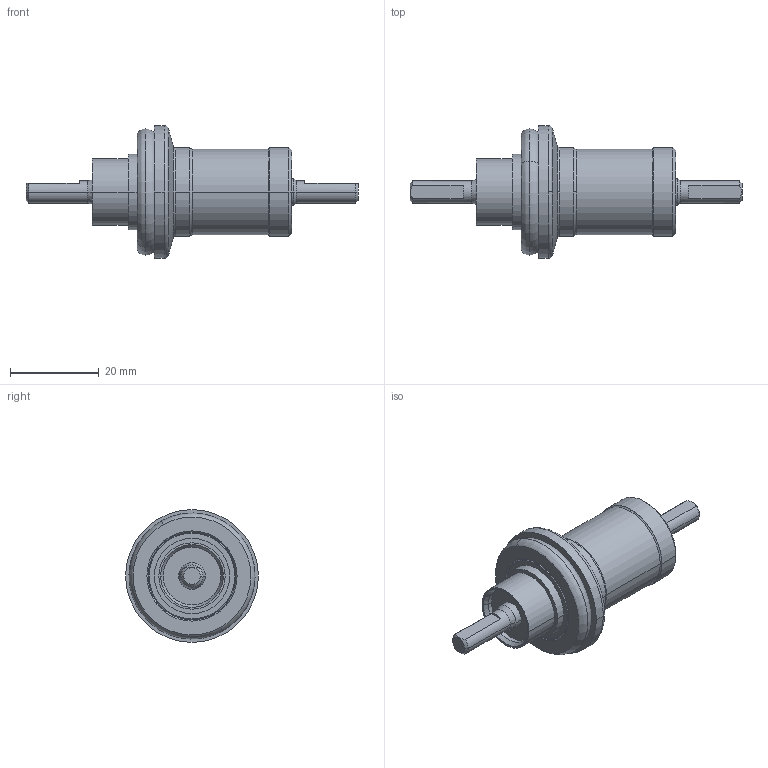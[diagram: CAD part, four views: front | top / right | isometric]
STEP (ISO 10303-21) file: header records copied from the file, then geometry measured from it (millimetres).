
FILE_DESCRIPTION(('FreeCAD Model'),'2;1');
FILE_NAME( 'FRE-KF16.stp', '2022-01-20T10:36:29',('Author'),(''), 'Open CASCADE STEP processor 7.3','FreeCAD','Unknown');
FILE_SCHEMA(('AUTOMOTIVE_DESIGN { 1 0 10303 214 1 1 1 1 }'));
Length unit declared in the file: millimetre
Products named in the file (1): FRE-KF16
Bounding box: 75 x 30 x 30 mm (x, y, z)
Volume: 15073.9 mm3; surface area: 4891.8 mm2
Topology: 1 solids, 1 shells, 72 faces, 169 edges, 107 vertices
Faces by surface type: cylinder 24, cone 16, plane 14, torus 12, bspline 6
Entity records: 5513 total; most frequent: CARTESIAN_POINT 2081, DIRECTION 685, ORIENTED_EDGE 338, PCURVE 338, DEFINITIONAL_REPRESENTATION 338, LINE 302, VECTOR 302, AXIS2_PLACEMENT_3D 188
